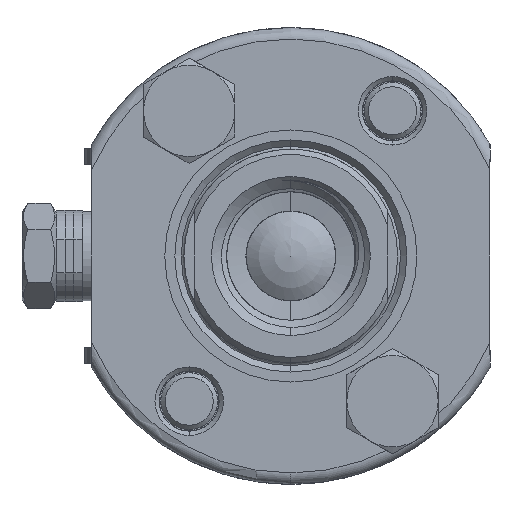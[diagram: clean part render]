
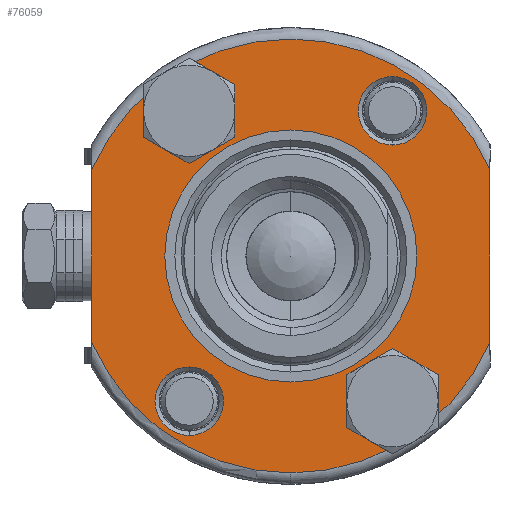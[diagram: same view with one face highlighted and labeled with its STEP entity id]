
A CAD part, left-side view. The second image highlights one B-rep face of the part: STEP entity #76059.
In plain terms, the highlighted planar face has unit normal (-1, 0, 0).
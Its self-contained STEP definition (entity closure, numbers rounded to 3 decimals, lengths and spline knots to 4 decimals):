
#117 = EDGE_CURVE ( 'NONE', #8996, #35735, #72738, .T. ) ;
#573 = CARTESIAN_POINT ( 'NONE',  ( -1.27, -1.09, 1.3664 ) ) ;
#1777 = EDGE_CURVE ( 'NONE', #45106, #34350, #5072, .T. ) ;
#2278 = DIRECTION ( 'NONE',  ( 0., 0., -1. ) ) ;
#2721 = EDGE_CURVE ( 'NONE', #36162, #36247, #36054, .T. ) ;
#2987 = EDGE_CURVE ( 'NONE', #35735, #8996, #39311, .T. ) ;
#3859 = DIRECTION ( 'NONE',  ( -1., 0., 0. ) ) ;
#4042 = AXIS2_PLACEMENT_3D ( 'NONE', #56582, #15516, #63467 ) ;
#4168 = VERTEX_POINT ( 'NONE', #59263 ) ;
#5072 = CIRCLE ( 'NONE', #43731, 1.1875 ) ;
#5626 = ORIENTED_EDGE ( 'NONE', *, *, #81166, .F. ) ;
#5824 = ORIENTED_EDGE ( 'NONE', *, *, #82385, .T. ) ;
#6022 = FACE_BOUND ( 'NONE', #39335, .T. ) ;
#6245 = ORIENTED_EDGE ( 'NONE', *, *, #1777, .T. ) ;
#7351 = CARTESIAN_POINT ( 'NONE',  ( -1.27, 0.5564, 0.9821 ) ) ;
#7354 = VERTEX_POINT ( 'NONE', #29118 ) ;
#7768 = CARTESIAN_POINT ( 'NONE',  ( -1.27, -0.5564, 0.9821 ) ) ;
#8992 = CARTESIAN_POINT ( 'NONE',  ( -1.27, 0., 0. ) ) ;
#8996 = VERTEX_POINT ( 'NONE', #62726 ) ;
#9207 = EDGE_CURVE ( 'NONE', #33033, #20496, #14064, .T. ) ;
#9785 = ORIENTED_EDGE ( 'NONE', *, *, #73559, .T. ) ;
#10654 = AXIS2_PLACEMENT_3D ( 'NONE', #39690, #87594, #46579 ) ;
#11701 = ORIENTED_EDGE ( 'NONE', *, *, #85087, .T. ) ;
#11793 = DIRECTION ( 'NONE',  ( -1., 0., 0. ) ) ;
#11935 = EDGE_CURVE ( 'NONE', #67748, #15028, #17077, .T. ) ;
#12805 = AXIS2_PLACEMENT_3D ( 'NONE', #38828, #86762, #45733 ) ;
#13812 = ORIENTED_EDGE ( 'NONE', *, *, #60016, .T. ) ;
#13879 = CIRCLE ( 'NONE', #80607, 0.1875 ) ;
#14064 = CIRCLE ( 'NONE', #10654, 0.69 ) ;
#14530 = VERTEX_POINT ( 'NONE', #45637 ) ;
#15028 = VERTEX_POINT ( 'NONE', #74891 ) ;
#15516 = DIRECTION ( 'NONE',  ( 1., 0., 0. ) ) ;
#15884 = DIRECTION ( 'NONE',  ( 1., 0., 0. ) ) ;
#16296 = DIRECTION ( 'NONE',  ( -1., 0., 0. ) ) ;
#16979 = EDGE_LOOP ( 'NONE', ( #25535, #9785 ) ) ;
#17077 = LINE ( 'NONE', #54809, #87876 ) ;
#17497 = CIRCLE ( 'NONE', #23035, 1.1875 ) ;
#17828 = DIRECTION ( 'NONE',  ( 1., 0., 0. ) ) ;
#18514 = AXIS2_PLACEMENT_3D ( 'NONE', #63742, #22658, #70649 ) ;
#20057 = EDGE_CURVE ( 'NONE', #34350, #7354, #53271, .T. ) ;
#20496 = VERTEX_POINT ( 'NONE', #86570 ) ;
#21796 = CARTESIAN_POINT ( 'NONE',  ( -1.27, -0.5564, -0.7946 ) ) ;
#22658 = DIRECTION ( 'NONE',  ( 1., 0., 0. ) ) ;
#23035 = AXIS2_PLACEMENT_3D ( 'NONE', #84412, #43377, #2278 ) ;
#24178 = FACE_BOUND ( 'NONE', #76843, .T. ) ;
#25535 = ORIENTED_EDGE ( 'NONE', *, *, #62807, .T. ) ;
#26222 = DIRECTION ( 'NONE',  ( 1., 0., 0. ) ) ;
#26363 = FACE_BOUND ( 'NONE', #46491, .T. ) ;
#27745 = CIRCLE ( 'NONE', #28012, 0.1875 ) ;
#27901 = CARTESIAN_POINT ( 'NONE',  ( -1.27, -0.5564, -0.7946 ) ) ;
#28012 = AXIS2_PLACEMENT_3D ( 'NONE', #70894, #29802, #77755 ) ;
#28662 = DIRECTION ( 'NONE',  ( 0., 0., -1. ) ) ;
#29118 = CARTESIAN_POINT ( 'NONE',  ( -1.27, -1.09, 0.4712 ) ) ;
#29802 = DIRECTION ( 'NONE',  ( 1., 0., 0. ) ) ;
#31121 = CARTESIAN_POINT ( 'NONE',  ( -1.27, -0.5564, 0.6071 ) ) ;
#31331 = ORIENTED_EDGE ( 'NONE', *, *, #2721, .T. ) ;
#33033 = VERTEX_POINT ( 'NONE', #70634 ) ;
#34350 = VERTEX_POINT ( 'NONE', #63486 ) ;
#34829 = DIRECTION ( 'NONE',  ( 0., 0., -1. ) ) ;
#35410 = AXIS2_PLACEMENT_3D ( 'NONE', #58885, #17828, #65775 ) ;
#35603 = ORIENTED_EDGE ( 'NONE', *, *, #9207, .F. ) ;
#35735 = VERTEX_POINT ( 'NONE', #75431 ) ;
#36054 = CIRCLE ( 'NONE', #12805, 0.1875 ) ;
#36162 = VERTEX_POINT ( 'NONE', #75403 ) ;
#36247 = VERTEX_POINT ( 'NONE', #7351 ) ;
#36552 = CIRCLE ( 'NONE', #51274, 1.1875 ) ;
#38828 = CARTESIAN_POINT ( 'NONE',  ( -1.27, 0.5564, 0.7946 ) ) ;
#39311 = CIRCLE ( 'NONE', #54141, 0.1875 ) ;
#39335 = EDGE_LOOP ( 'NONE', ( #35603, #5626 ) ) ;
#39690 = CARTESIAN_POINT ( 'NONE',  ( -1.27, 0., 0. ) ) ;
#42438 = FACE_BOUND ( 'NONE', #81796, .T. ) ;
#42997 = VERTEX_POINT ( 'NONE', #7768 ) ;
#43377 = DIRECTION ( 'NONE',  ( -1., 0., 0. ) ) ;
#43731 = AXIS2_PLACEMENT_3D ( 'NONE', #44943, #3859, #51797 ) ;
#44165 = ORIENTED_EDGE ( 'NONE', *, *, #11935, .T. ) ;
#44266 = AXIS2_PLACEMENT_3D ( 'NONE', #21796, #69765, #28662 ) ;
#44943 = CARTESIAN_POINT ( 'NONE',  ( -1.27, 0., 0. ) ) ;
#45106 = VERTEX_POINT ( 'NONE', #67571 ) ;
#45637 = CARTESIAN_POINT ( 'NONE',  ( -1.27, 0.5564, -0.9821 ) ) ;
#45733 = DIRECTION ( 'NONE',  ( 0., 0., -1. ) ) ;
#46491 = EDGE_LOOP ( 'NONE', ( #49214, #31331 ) ) ;
#46579 = DIRECTION ( 'NONE',  ( 0., 0., 1. ) ) ;
#47946 = DIRECTION ( 'NONE',  ( 0., 0., -1. ) ) ;
#48546 = DIRECTION ( 'NONE',  ( 0., 0., 1. ) ) ;
#49022 = CIRCLE ( 'NONE', #35410, 0.1875 ) ;
#49214 = ORIENTED_EDGE ( 'NONE', *, *, #68366, .T. ) ;
#50031 = PLANE ( 'NONE',  #77401 ) ;
#51274 = AXIS2_PLACEMENT_3D ( 'NONE', #52822, #11793, #59732 ) ;
#51797 = DIRECTION ( 'NONE',  ( 0., 0., -1. ) ) ;
#52822 = CARTESIAN_POINT ( 'NONE',  ( -1.27, 0., 0. ) ) ;
#53271 = LINE ( 'NONE', #573, #87575 ) ;
#54141 = AXIS2_PLACEMENT_3D ( 'NONE', #27901, #75887, #34829 ) ;
#54809 = CARTESIAN_POINT ( 'NONE',  ( -1.27, 1.09, 1.3664 ) ) ;
#56526 = CARTESIAN_POINT ( 'NONE',  ( -1.27, 1.09, 0.4712 ) ) ;
#56582 = CARTESIAN_POINT ( 'NONE',  ( -1.27, -0.5564, 0.7946 ) ) ;
#57356 = CARTESIAN_POINT ( 'NONE',  ( -1.27, 0., 0. ) ) ;
#58707 = ORIENTED_EDGE ( 'NONE', *, *, #117, .T. ) ;
#58885 = CARTESIAN_POINT ( 'NONE',  ( -1.27, -0.5564, 0.7946 ) ) ;
#59263 = CARTESIAN_POINT ( 'NONE',  ( -1.27, 0.5564, -0.6071 ) ) ;
#59334 = ORIENTED_EDGE ( 'NONE', *, *, #2987, .T. ) ;
#59732 = DIRECTION ( 'NONE',  ( 0., 0., -1. ) ) ;
#60016 = EDGE_CURVE ( 'NONE', #14530, #4168, #27745, .T. ) ;
#60433 = CIRCLE ( 'NONE', #4042, 0.1875 ) ;
#60937 = EDGE_LOOP ( 'NONE', ( #5824, #6245, #77993, #11701, #44165 ) ) ;
#62726 = CARTESIAN_POINT ( 'NONE',  ( -1.27, -0.5564, -0.6071 ) ) ;
#62807 = EDGE_CURVE ( 'NONE', #42997, #85743, #60433, .T. ) ;
#63467 = DIRECTION ( 'NONE',  ( 0., 0., -1. ) ) ;
#63486 = CARTESIAN_POINT ( 'NONE',  ( -1.27, -1.09, -0.4712 ) ) ;
#63742 = CARTESIAN_POINT ( 'NONE',  ( -1.27, 0.5564, -0.7946 ) ) ;
#63834 = DIRECTION ( 'NONE',  ( 0., 0., -1. ) ) ;
#64141 = ORIENTED_EDGE ( 'NONE', *, *, #82336, .T. ) ;
#64249 = DIRECTION ( 'NONE',  ( 0., 0., 1. ) ) ;
#65775 = DIRECTION ( 'NONE',  ( 0., 0., -1. ) ) ;
#67327 = CARTESIAN_POINT ( 'NONE',  ( -1.27, 0.5564, 0.7946 ) ) ;
#67571 = CARTESIAN_POINT ( 'NONE',  ( -1.27, 0., -1.1875 ) ) ;
#67748 = VERTEX_POINT ( 'NONE', #56526 ) ;
#68366 = EDGE_CURVE ( 'NONE', #36247, #36162, #13879, .T. ) ;
#69765 = DIRECTION ( 'NONE',  ( 1., 0., 0. ) ) ;
#70634 = CARTESIAN_POINT ( 'NONE',  ( -1.27, 0., 0.69 ) ) ;
#70649 = DIRECTION ( 'NONE',  ( 0., 0., -1. ) ) ;
#70894 = CARTESIAN_POINT ( 'NONE',  ( -1.27, 0.5564, -0.7946 ) ) ;
#72297 = CIRCLE ( 'NONE', #83316, 0.69 ) ;
#72738 = CIRCLE ( 'NONE', #44266, 0.1875 ) ;
#73559 = EDGE_CURVE ( 'NONE', #85743, #42997, #49022, .T. ) ;
#74212 = DIRECTION ( 'NONE',  ( 0., 0., -1. ) ) ;
#74390 = CIRCLE ( 'NONE', #18514, 0.1875 ) ;
#74891 = CARTESIAN_POINT ( 'NONE',  ( -1.27, 1.09, -0.4712 ) ) ;
#75403 = CARTESIAN_POINT ( 'NONE',  ( -1.27, 0.5564, 0.6071 ) ) ;
#75431 = CARTESIAN_POINT ( 'NONE',  ( -1.27, -0.5564, -0.9821 ) ) ;
#75887 = DIRECTION ( 'NONE',  ( 1., 0., 0. ) ) ;
#76059 = ADVANCED_FACE ( 'NONE', ( #26363, #78884, #42438, #24178, #6022, #76714 ), #50031, .F. ) ;
#76714 = FACE_OUTER_BOUND ( 'NONE', #60937, .T. ) ;
#76843 = EDGE_LOOP ( 'NONE', ( #64141, #13812 ) ) ;
#77401 = AXIS2_PLACEMENT_3D ( 'NONE', #8992, #15884, #63834 ) ;
#77755 = DIRECTION ( 'NONE',  ( 0., 0., -1. ) ) ;
#77993 = ORIENTED_EDGE ( 'NONE', *, *, #20057, .T. ) ;
#78884 = FACE_BOUND ( 'NONE', #16979, .T. ) ;
#80607 = AXIS2_PLACEMENT_3D ( 'NONE', #67327, #26222, #74212 ) ;
#81166 = EDGE_CURVE ( 'NONE', #20496, #33033, #72297, .T. ) ;
#81796 = EDGE_LOOP ( 'NONE', ( #58707, #59334 ) ) ;
#82336 = EDGE_CURVE ( 'NONE', #4168, #14530, #74390, .T. ) ;
#82385 = EDGE_CURVE ( 'NONE', #15028, #45106, #17497, .T. ) ;
#83316 = AXIS2_PLACEMENT_3D ( 'NONE', #57356, #16296, #64249 ) ;
#84412 = CARTESIAN_POINT ( 'NONE',  ( -1.27, 0., 0. ) ) ;
#85087 = EDGE_CURVE ( 'NONE', #7354, #67748, #36552, .T. ) ;
#85743 = VERTEX_POINT ( 'NONE', #31121 ) ;
#86570 = CARTESIAN_POINT ( 'NONE',  ( -1.27, 0., -0.69 ) ) ;
#86762 = DIRECTION ( 'NONE',  ( 1., 0., 0. ) ) ;
#87575 = VECTOR ( 'NONE', #48546, 39.3701 ) ;
#87594 = DIRECTION ( 'NONE',  ( -1., 0., 0. ) ) ;
#87876 = VECTOR ( 'NONE', #47946, 39.3701 ) ;
